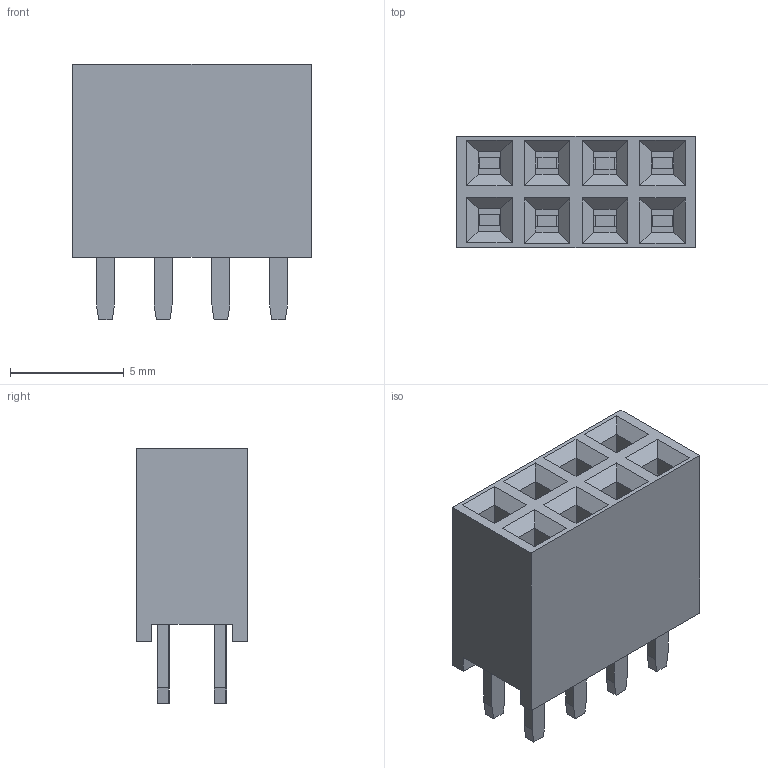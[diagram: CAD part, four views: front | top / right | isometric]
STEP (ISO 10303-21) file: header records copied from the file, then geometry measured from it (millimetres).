
FILE_DESCRIPTION(/* description */ (''),/* implementation_level */ '2;1');
FILE_NAME(/* name */ '2x4 Femaile Header v2.step',/* time_stamp */ '2018-12-29T19:53:44-05:00',/* author */ (''),/* organization */ (''),/* preprocessor_version */ 'ST-DEVELOPER v17',/* originating_system */ 'Autodesk Translation Framework v7.1.0.215',/* authorisation */ '');
FILE_SCHEMA (('AUTOMOTIVE_DESIGN { 1 0 10303 214 3 1 1 }'));
Length unit declared in the file: millimetre
Products named in the file (9): 2x4 Femaile Header; Component1; Component2; Component3; Component4; Component5; Component6; Component7; Component8
Assembly tree (8 placements, depth 2):
  2x4 Femaile Header
    Component1
    Component2
    Component3
    Component4
    Component5
    Component6
    Component7
    Component8
Bounding box: 10.5 x 4.9 x 11.25 mm (x, y, z)
Volume: 367.8 mm3; surface area: 813.6 mm2
Topology: 9 solids, 9 shells, 266 faces, 680 edges, 432 vertices
Faces by surface type: plane 266
Entity records: 8116 total; most frequent: CARTESIAN_POINT 1395, ORIENTED_EDGE 1360, DIRECTION 1246, LINE 680, VECTOR 680, EDGE_CURVE 680, VERTEX_POINT 432, AXIS2_PLACEMENT_3D 283
